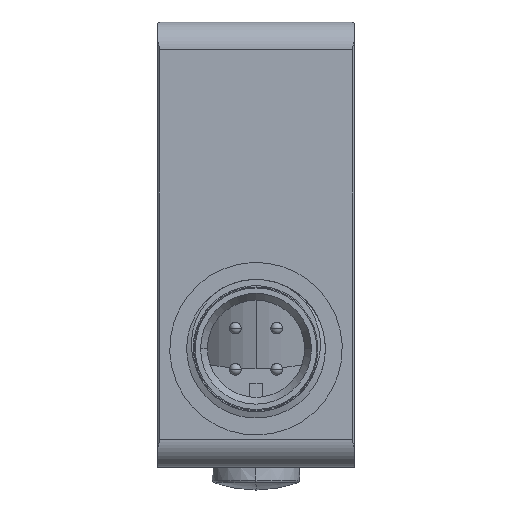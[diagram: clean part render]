
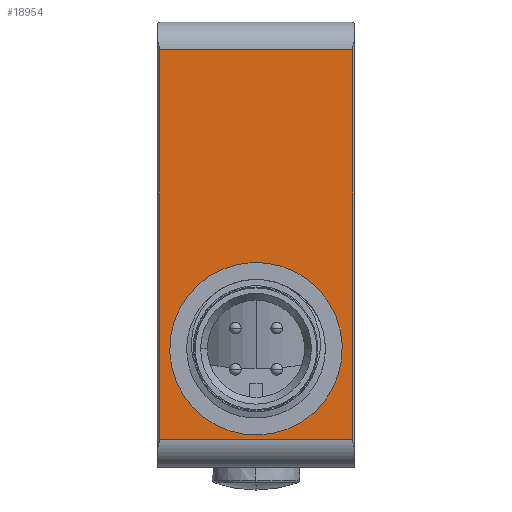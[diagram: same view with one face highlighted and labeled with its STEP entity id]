
A CAD part, left-side view. The second image highlights one B-rep face of the part: STEP entity #18954.
In plain terms, the highlighted planar face has unit normal (-1, 0, 0).
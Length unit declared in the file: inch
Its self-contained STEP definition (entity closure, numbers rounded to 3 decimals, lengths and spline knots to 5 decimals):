
#37 = ORIENTED_EDGE ( 'NONE', *, *, #6800, .T. ) ;
#260 = ORIENTED_EDGE ( 'NONE', *, *, #5965, .F. ) ;
#289 = CARTESIAN_POINT ( 'NONE',  ( 0., 0.32685, 6.89544 ) ) ;
#1916 = ORIENTED_EDGE ( 'NONE', *, *, #14812, .T. ) ;
#2081 = AXIS2_PLACEMENT_3D ( 'NONE', #17451, #13500, #3263 ) ;
#2171 = FACE_BOUND ( 'NONE', #19378, .T. ) ;
#2243 = DIRECTION ( 'NONE',  ( 0., 0., -1. ) ) ;
#2600 = CARTESIAN_POINT ( 'NONE',  ( 0., 0.33185, 0.14094 ) ) ;
#2659 = DIRECTION ( 'NONE',  ( 0., 0., 1. ) ) ;
#3263 = DIRECTION ( 'NONE',  ( 0., 0., -1. ) ) ;
#3733 = AXIS2_PLACEMENT_3D ( 'NONE', #15719, #13353, #10576 ) ;
#3821 = ORIENTED_EDGE ( 'NONE', *, *, #25111, .T. ) ;
#4987 = CARTESIAN_POINT ( 'NONE',  ( 0., -0.32685, 0.14094 ) ) ;
#5965 = EDGE_CURVE ( 'NONE', #26915, #25449, #7274, .T. ) ;
#6620 = EDGE_CURVE ( 'NONE', #25449, #26915, #8659, .T. ) ;
#6800 = EDGE_CURVE ( 'NONE', #17198, #19466, #17239, .T. ) ;
#7274 = CIRCLE ( 'NONE', #14449, 0.22657 ) ;
#7588 = CARTESIAN_POINT ( 'NONE',  ( 0., -0.32685, 6.89544 ) ) ;
#7663 = DIRECTION ( 'NONE',  ( 0., 1., 0. ) ) ;
#7812 = CARTESIAN_POINT ( 'NONE',  ( 0., 0.32685, 1.45684 ) ) ;
#8116 = VERTEX_POINT ( 'NONE', #13826 ) ;
#8324 = VECTOR ( 'NONE', #19735, 39.37008 ) ;
#8659 = CIRCLE ( 'NONE', #3733, 0.22657 ) ;
#8914 = LINE ( 'NONE', #2600, #8324 ) ;
#9672 = LINE ( 'NONE', #7588, #20545 ) ;
#10501 = EDGE_CURVE ( 'NONE', #8116, #17198, #15936, .T. ) ;
#10576 = DIRECTION ( 'NONE',  ( 0., 0., 1. ) ) ;
#10789 = DIRECTION ( 'NONE',  ( -1., 0., 0. ) ) ;
#12277 = CARTESIAN_POINT ( 'NONE',  ( 0., 0.33185, 1.45684 ) ) ;
#12902 = ORIENTED_EDGE ( 'NONE', *, *, #6620, .F. ) ;
#13088 = PLANE ( 'NONE',  #2081 ) ;
#13353 = DIRECTION ( 'NONE',  ( -1., 0., 0. ) ) ;
#13394 = ORIENTED_EDGE ( 'NONE', *, *, #10501, .T. ) ;
#13500 = DIRECTION ( 'NONE',  ( 1., 0., 0. ) ) ;
#13826 = CARTESIAN_POINT ( 'NONE',  ( 0., -0.32685, 1.45684 ) ) ;
#14449 = AXIS2_PLACEMENT_3D ( 'NONE', #15402, #10789, #2659 ) ;
#14812 = EDGE_CURVE ( 'NONE', #19466, #19624, #8914, .T. ) ;
#15402 = CARTESIAN_POINT ( 'NONE',  ( 0., 0., 0.44719 ) ) ;
#15719 = CARTESIAN_POINT ( 'NONE',  ( 0., 0., 0.44719 ) ) ;
#15936 = LINE ( 'NONE', #12277, #21312 ) ;
#16790 = CARTESIAN_POINT ( 'NONE',  ( 0., 0., 0.67375 ) ) ;
#17198 = VERTEX_POINT ( 'NONE', #7812 ) ;
#17239 = LINE ( 'NONE', #289, #22537 ) ;
#17451 = CARTESIAN_POINT ( 'NONE',  ( 0., 0.33185, 6.89544 ) ) ;
#17617 = EDGE_LOOP ( 'NONE', ( #13394, #37, #1916, #3821 ) ) ;
#18954 = ADVANCED_FACE ( 'NONE', ( #2171, #19575 ), #13088, .F. ) ;
#19378 = EDGE_LOOP ( 'NONE', ( #12902, #260 ) ) ;
#19466 = VERTEX_POINT ( 'NONE', #25480 ) ;
#19575 = FACE_OUTER_BOUND ( 'NONE', #17617, .T. ) ;
#19624 = VERTEX_POINT ( 'NONE', #4987 ) ;
#19735 = DIRECTION ( 'NONE',  ( 0., -1., 0. ) ) ;
#20545 = VECTOR ( 'NONE', #24531, 39.37008 ) ;
#21312 = VECTOR ( 'NONE', #7663, 39.37008 ) ;
#22537 = VECTOR ( 'NONE', #2243, 39.37008 ) ;
#24531 = DIRECTION ( 'NONE',  ( 0., 0., 1. ) ) ;
#25111 = EDGE_CURVE ( 'NONE', #19624, #8116, #9672, .T. ) ;
#25449 = VERTEX_POINT ( 'NONE', #16790 ) ;
#25480 = CARTESIAN_POINT ( 'NONE',  ( 0., 0.32685, 0.14094 ) ) ;
#26379 = CARTESIAN_POINT ( 'NONE',  ( 0., 0., 0.22062 ) ) ;
#26915 = VERTEX_POINT ( 'NONE', #26379 ) ;
